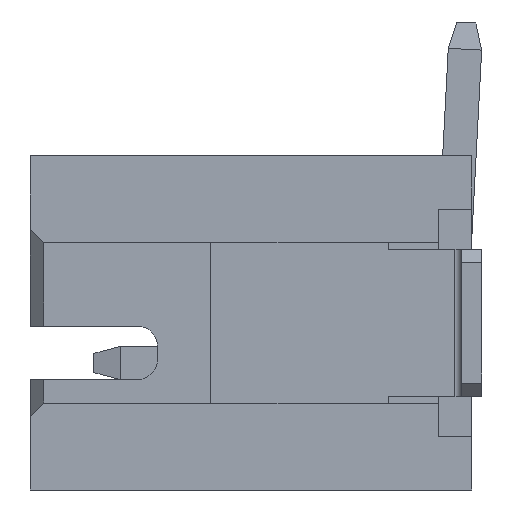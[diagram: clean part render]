
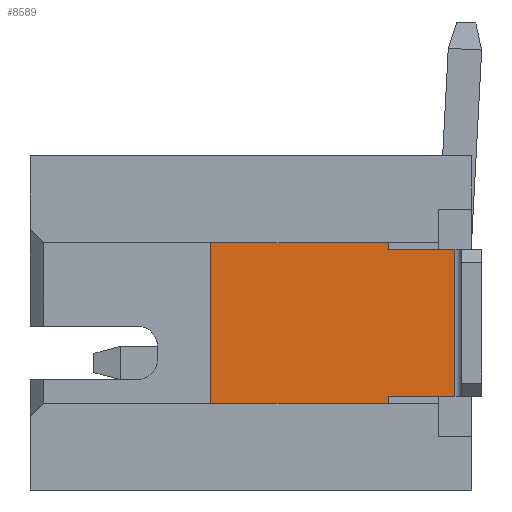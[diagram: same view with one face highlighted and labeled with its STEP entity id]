
A CAD part, left-side view. The second image highlights one B-rep face of the part: STEP entity #8589.
In plain terms, the highlighted face is planar.
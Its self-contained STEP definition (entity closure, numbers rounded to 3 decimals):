
#130 = ORIENTED_EDGE ( 'NONE', *, *, #7015, .F. ) ;
#373 = LINE ( 'NONE', #2719, #14252 ) ;
#393 = CARTESIAN_POINT ( 'NONE',  ( 5.35, 1.4, -3.35 ) ) ;
#540 = VECTOR ( 'NONE', #14793, 1000. ) ;
#1019 = ORIENTED_EDGE ( 'NONE', *, *, #2740, .T. ) ;
#1028 = DIRECTION ( 'NONE',  ( 0., 0.707, -0.707 ) ) ;
#1078 = VECTOR ( 'NONE', #1028, 1000. ) ;
#1089 = CARTESIAN_POINT ( 'NONE',  ( 5.35, 4.05, -3.95 ) ) ;
#1166 = EDGE_CURVE ( 'NONE', #10779, #12255, #11957, .T. ) ;
#1339 = LINE ( 'NONE', #5961, #8049 ) ;
#1492 = LINE ( 'NONE', #9713, #12537 ) ;
#1638 = DIRECTION ( 'NONE',  ( 0., 0., 1. ) ) ;
#1675 = EDGE_CURVE ( 'NONE', #9174, #9892, #10812, .T. ) ;
#1793 = VERTEX_POINT ( 'NONE', #11434 ) ;
#2133 = ORIENTED_EDGE ( 'NONE', *, *, #2436, .F. ) ;
#2186 = VERTEX_POINT ( 'NONE', #3122 ) ;
#2436 = EDGE_CURVE ( 'NONE', #14878, #12255, #373, .T. ) ;
#2527 = VERTEX_POINT ( 'NONE', #4583 ) ;
#2567 = CARTESIAN_POINT ( 'NONE',  ( 5.35, 1.4, -0.75 ) ) ;
#2592 = VECTOR ( 'NONE', #8616, 1000. ) ;
#2675 = DIRECTION ( 'NONE',  ( 0., 1., 0. ) ) ;
#2719 = CARTESIAN_POINT ( 'NONE',  ( 5.35, 4.05, -2.25 ) ) ;
#2740 = EDGE_CURVE ( 'NONE', #1793, #6523, #8089, .T. ) ;
#2793 = DIRECTION ( 'NONE',  ( 0., -0.707, -0.707 ) ) ;
#3122 = CARTESIAN_POINT ( 'NONE',  ( 5.35, 1.4, -3.75 ) ) ;
#3153 = ORIENTED_EDGE ( 'NONE', *, *, #1675, .F. ) ;
#3660 = VECTOR ( 'NONE', #3888, 1000. ) ;
#3816 = LINE ( 'NONE', #14350, #3660 ) ;
#3888 = DIRECTION ( 'NONE',  ( 0., 0., -1. ) ) ;
#4032 = CARTESIAN_POINT ( 'NONE',  ( 5.35, 0.4, -1.15 ) ) ;
#4142 = CARTESIAN_POINT ( 'NONE',  ( 5.35, 1.4, -1.15 ) ) ;
#4583 = CARTESIAN_POINT ( 'NONE',  ( 5.35, 0.4, -3.35 ) ) ;
#5009 = DIRECTION ( 'NONE',  ( 0., 0., -1. ) ) ;
#5961 = CARTESIAN_POINT ( 'NONE',  ( 5.35, 0.3, -3.35 ) ) ;
#6447 = EDGE_CURVE ( 'NONE', #9331, #2186, #3816, .T. ) ;
#6523 = VERTEX_POINT ( 'NONE', #2567 ) ;
#6732 = ORIENTED_EDGE ( 'NONE', *, *, #14092, .T. ) ;
#6817 = DIRECTION ( 'NONE',  ( 1., 0., 0. ) ) ;
#6864 = ORIENTED_EDGE ( 'NONE', *, *, #6447, .T. ) ;
#6895 = DIRECTION ( 'NONE',  ( 0., 0., 1. ) ) ;
#6935 = LINE ( 'NONE', #10419, #540 ) ;
#6970 = EDGE_LOOP ( 'NONE', ( #2133, #9070, #1019, #6732, #3153, #12906, #130, #6864, #8253, #12154 ) ) ;
#7015 = EDGE_CURVE ( 'NONE', #9331, #2527, #1339, .T. ) ;
#7143 = DIRECTION ( 'NONE',  ( 0., 0., -1. ) ) ;
#7337 = CARTESIAN_POINT ( 'NONE',  ( 5.35, 6.55, -1.15 ) ) ;
#8049 = VECTOR ( 'NONE', #12978, 1000. ) ;
#8089 = LINE ( 'NONE', #8165, #13511 ) ;
#8165 = CARTESIAN_POINT ( 'NONE',  ( 5.35, 1.6, -0.55 ) ) ;
#8253 = ORIENTED_EDGE ( 'NONE', *, *, #10240, .T. ) ;
#8589 = ADVANCED_FACE ( 'NONE', ( #9852 ), #14524, .T. ) ;
#8616 = DIRECTION ( 'NONE',  ( 0., 1., 0. ) ) ;
#9070 = ORIENTED_EDGE ( 'NONE', *, *, #9190, .T. ) ;
#9086 = CARTESIAN_POINT ( 'NONE',  ( 5.35, 0.15, -2.25 ) ) ;
#9174 = VERTEX_POINT ( 'NONE', #4032 ) ;
#9190 = EDGE_CURVE ( 'NONE', #14878, #1793, #6935, .T. ) ;
#9331 = VERTEX_POINT ( 'NONE', #393 ) ;
#9355 = LINE ( 'NONE', #12920, #13773 ) ;
#9617 = CARTESIAN_POINT ( 'NONE',  ( 5.35, 6.55, -3.95 ) ) ;
#9713 = CARTESIAN_POINT ( 'NONE',  ( 5.35, 0.4, -3.35 ) ) ;
#9852 = FACE_OUTER_BOUND ( 'NONE', #6970, .T. ) ;
#9892 = VERTEX_POINT ( 'NONE', #4142 ) ;
#10240 = EDGE_CURVE ( 'NONE', #2186, #10779, #11265, .T. ) ;
#10419 = CARTESIAN_POINT ( 'NONE',  ( 5.35, 6.55, -0.55 ) ) ;
#10765 = CARTESIAN_POINT ( 'NONE',  ( 5.35, 1.6, -3.95 ) ) ;
#10779 = VERTEX_POINT ( 'NONE', #10765 ) ;
#10812 = LINE ( 'NONE', #7337, #2592 ) ;
#11265 = LINE ( 'NONE', #13765, #1078 ) ;
#11434 = CARTESIAN_POINT ( 'NONE',  ( 5.35, 1.6, -0.55 ) ) ;
#11957 = LINE ( 'NONE', #9617, #14879 ) ;
#12141 = CARTESIAN_POINT ( 'NONE',  ( 5.35, 4.05, -0.55 ) ) ;
#12154 = ORIENTED_EDGE ( 'NONE', *, *, #1166, .T. ) ;
#12255 = VERTEX_POINT ( 'NONE', #1089 ) ;
#12537 = VECTOR ( 'NONE', #1638, 1000. ) ;
#12906 = ORIENTED_EDGE ( 'NONE', *, *, #15039, .F. ) ;
#12920 = CARTESIAN_POINT ( 'NONE',  ( 5.35, 1.4, -0.75 ) ) ;
#12978 = DIRECTION ( 'NONE',  ( 0., -1., 0. ) ) ;
#13511 = VECTOR ( 'NONE', #2793, 1000. ) ;
#13688 = AXIS2_PLACEMENT_3D ( 'NONE', #9086, #6817, #6895 ) ;
#13765 = CARTESIAN_POINT ( 'NONE',  ( 5.35, 1.6, -3.95 ) ) ;
#13773 = VECTOR ( 'NONE', #7143, 1000. ) ;
#14092 = EDGE_CURVE ( 'NONE', #6523, #9892, #9355, .T. ) ;
#14252 = VECTOR ( 'NONE', #5009, 1000. ) ;
#14350 = CARTESIAN_POINT ( 'NONE',  ( 5.35, 1.4, -3.75 ) ) ;
#14524 = PLANE ( 'NONE',  #13688 ) ;
#14793 = DIRECTION ( 'NONE',  ( 0., -1., 0. ) ) ;
#14878 = VERTEX_POINT ( 'NONE', #12141 ) ;
#14879 = VECTOR ( 'NONE', #2675, 1000. ) ;
#15039 = EDGE_CURVE ( 'NONE', #2527, #9174, #1492, .T. ) ;
